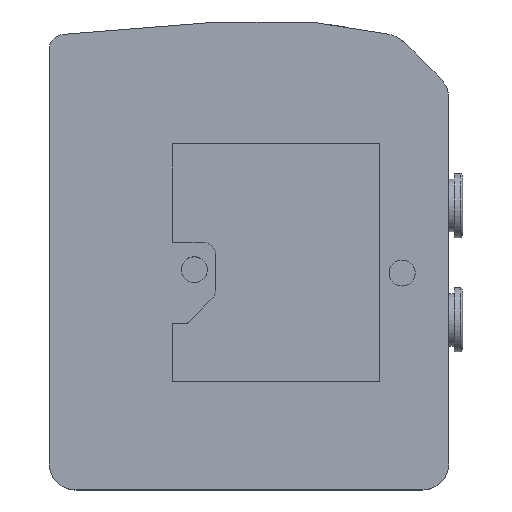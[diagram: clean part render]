
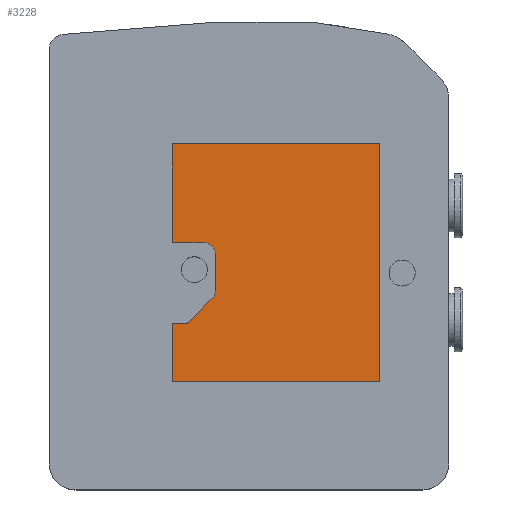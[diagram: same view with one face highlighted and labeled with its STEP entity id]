
A CAD part, top view. The second image highlights one B-rep face of the part: STEP entity #3228.
In plain terms, the highlighted planar face has unit normal (0, 0, 1).
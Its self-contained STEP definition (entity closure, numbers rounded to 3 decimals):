
#2836=CARTESIAN_POINT('',(25.15,21.6,11.85));
#2837=VERTEX_POINT('',#2836);
#2838=CARTESIAN_POINT('',(-14.75,21.6,11.85));
#2839=VERTEX_POINT('',#2838);
#2840=CARTESIAN_POINT('',(25.15,21.6,11.85));
#2841=DIRECTION('',(-1.0,0.0,0.0));
#2842=VECTOR('',#2841,39.9);
#2843=LINE('',#2840,#2842);
#2844=EDGE_CURVE('',#2837,#2839,#2843,.T.);
#2876=CARTESIAN_POINT('',(-14.75,2.55,11.85));
#2877=VERTEX_POINT('',#2876);
#2878=CARTESIAN_POINT('',(-14.75,21.6,11.85));
#2879=DIRECTION('',(0.0,-1.0,0.0));
#2880=VECTOR('',#2879,19.05);
#2881=LINE('',#2878,#2880);
#2882=EDGE_CURVE('',#2839,#2877,#2881,.T.);
#2907=CARTESIAN_POINT('',(-8.6,2.55,11.85));
#2908=VERTEX_POINT('',#2907);
#2909=CARTESIAN_POINT('',(-14.75,2.55,11.85));
#2910=DIRECTION('',(1.0,0.0,0.0));
#2911=VECTOR('',#2910,6.15);
#2912=LINE('',#2909,#2911);
#2913=EDGE_CURVE('',#2877,#2908,#2912,.T.);
#2938=CARTESIAN_POINT('',(-6.5,0.45,11.85));
#2939=VERTEX_POINT('',#2938);
#2940=CARTESIAN_POINT('',(-8.6,0.45,11.85));
#2941=DIRECTION('',(0.0,0.0,-1.0));
#2942=DIRECTION('',(1.0,0.0,0.0));
#2943=AXIS2_PLACEMENT_3D('',#2940,#2941,#2942);
#2944=CIRCLE('',#2943,2.1);
#2945=EDGE_CURVE('',#2908,#2939,#2944,.T.);
#2971=CARTESIAN_POINT('',(-6.5,-6.743,11.85));
#2972=VERTEX_POINT('',#2971);
#2973=CARTESIAN_POINT('',(-6.5,0.45,11.85));
#2974=DIRECTION('',(0.0,-1.0,0.0));
#2975=VECTOR('',#2974,7.193);
#2976=LINE('',#2973,#2975);
#2977=EDGE_CURVE('',#2939,#2972,#2976,.T.);
#3002=CARTESIAN_POINT('',(-7.115,-8.228,11.85));
#3003=VERTEX_POINT('',#3002);
#3004=CARTESIAN_POINT('',(-8.6,-6.743,11.85));
#3005=DIRECTION('',(0.0,0.0,-1.));
#3006=DIRECTION('',(0.707,-0.707,0.0));
#3007=AXIS2_PLACEMENT_3D('',#3004,#3005,#3006);
#3008=CIRCLE('',#3007,2.1);
#3009=EDGE_CURVE('',#2972,#3003,#3008,.T.);
#3035=CARTESIAN_POINT('',(-11.712,-12.824,11.85));
#3036=VERTEX_POINT('',#3035);
#3037=CARTESIAN_POINT('',(-7.115,-8.228,11.85));
#3038=DIRECTION('',(-0.707,-0.707,0.0));
#3039=VECTOR('',#3038,6.501);
#3040=LINE('',#3037,#3039);
#3041=EDGE_CURVE('',#3003,#3036,#3040,.T.);
#3066=CARTESIAN_POINT('',(-12.136,-13.,11.85));
#3067=VERTEX_POINT('',#3066);
#3068=CARTESIAN_POINT('',(-12.136,-12.4,11.85));
#3069=DIRECTION('',(0.0,0.0,-1.0));
#3070=DIRECTION('',(0.0,-1.0,0.0));
#3071=AXIS2_PLACEMENT_3D('',#3068,#3069,#3070);
#3072=CIRCLE('',#3071,0.6);
#3073=EDGE_CURVE('',#3036,#3067,#3072,.T.);
#3099=CARTESIAN_POINT('',(-14.75,-13.,11.85));
#3100=VERTEX_POINT('',#3099);
#3101=CARTESIAN_POINT('',(-12.136,-13.,11.85));
#3102=DIRECTION('',(-1.0,0.0,0.0));
#3103=VECTOR('',#3102,2.614);
#3104=LINE('',#3101,#3103);
#3105=EDGE_CURVE('',#3067,#3100,#3104,.T.);
#3130=CARTESIAN_POINT('',(-14.75,-24.2,11.85));
#3131=VERTEX_POINT('',#3130);
#3132=CARTESIAN_POINT('',(-14.75,-13.,11.85));
#3133=DIRECTION('',(0.0,-1.0,0.0));
#3134=VECTOR('',#3133,11.2);
#3135=LINE('',#3132,#3134);
#3136=EDGE_CURVE('',#3100,#3131,#3135,.T.);
#3161=CARTESIAN_POINT('',(25.15,-24.2,11.85));
#3162=VERTEX_POINT('',#3161);
#3163=CARTESIAN_POINT('',(-14.75,-24.2,11.85));
#3164=DIRECTION('',(1.0,0.0,0.0));
#3165=VECTOR('',#3164,39.9);
#3166=LINE('',#3163,#3165);
#3167=EDGE_CURVE('',#3131,#3162,#3166,.T.);
#3192=CARTESIAN_POINT('',(25.15,-24.2,11.85));
#3193=DIRECTION('',(0.0,1.0,0.0));
#3194=VECTOR('',#3193,45.8);
#3195=LINE('',#3192,#3194);
#3196=EDGE_CURVE('',#3162,#2837,#3195,.T.);
#3209=CARTESIAN_POINT('',(4.708,-1.435,11.85));
#3210=DIRECTION('',(0.0,0.0,1.0));
#3211=DIRECTION('',(1.0,0.0,0.0));
#3212=AXIS2_PLACEMENT_3D('',#3209,#3210,#3211);
#3213=PLANE('',#3212);
#3214=ORIENTED_EDGE('',*,*,#2844,.T.);
#3215=ORIENTED_EDGE('',*,*,#2882,.T.);
#3216=ORIENTED_EDGE('',*,*,#2913,.T.);
#3217=ORIENTED_EDGE('',*,*,#2945,.T.);
#3218=ORIENTED_EDGE('',*,*,#2977,.T.);
#3219=ORIENTED_EDGE('',*,*,#3009,.T.);
#3220=ORIENTED_EDGE('',*,*,#3041,.T.);
#3221=ORIENTED_EDGE('',*,*,#3073,.T.);
#3222=ORIENTED_EDGE('',*,*,#3105,.T.);
#3223=ORIENTED_EDGE('',*,*,#3136,.T.);
#3224=ORIENTED_EDGE('',*,*,#3167,.T.);
#3225=ORIENTED_EDGE('',*,*,#3196,.T.);
#3226=EDGE_LOOP('',(#3214,#3215,#3216,#3217,#3218,#3219,#3220,#3221,#3222,#3223,#3224,#3225));
#3227=FACE_OUTER_BOUND('',#3226,.T.);
#3228=ADVANCED_FACE('',(#3227),#3213,.T.);
